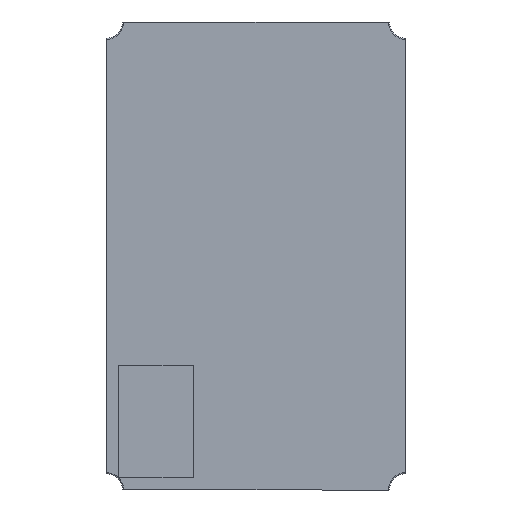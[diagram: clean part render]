
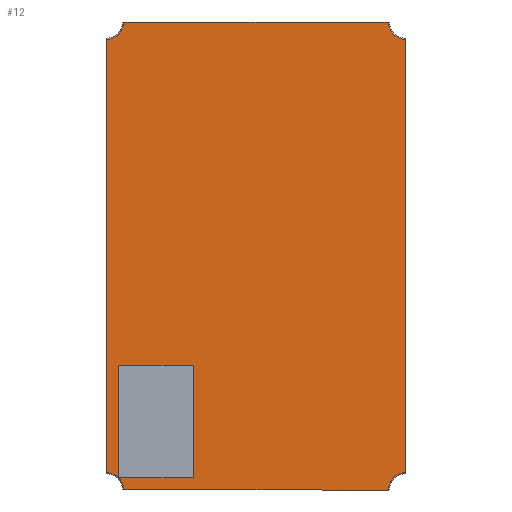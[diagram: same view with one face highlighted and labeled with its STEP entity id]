
A CAD part, front view. The second image highlights one B-rep face of the part: STEP entity #12.
In plain terms, the highlighted planar face has unit normal (0, -1, 0).
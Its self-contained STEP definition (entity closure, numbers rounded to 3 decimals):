
#12 = ADVANCED_FACE ( 'NONE', ( #1651 ), #691, .F. ) ;
#274 = EDGE_LOOP ( 'NONE', ( #307, #304, #310, #309, #311, #312, #313, #314, #315, #316, #317, #318, #319 ) ) ;
#304 = ORIENTED_EDGE ( 'NONE', *, *, #426, .F. ) ;
#307 = ORIENTED_EDGE ( 'NONE', *, *, #428, .F. ) ;
#309 = ORIENTED_EDGE ( 'NONE', *, *, #432, .F. ) ;
#310 = ORIENTED_EDGE ( 'NONE', *, *, #427, .F. ) ;
#311 = ORIENTED_EDGE ( 'NONE', *, *, #506, .T. ) ;
#312 = ORIENTED_EDGE ( 'NONE', *, *, #505, .F. ) ;
#313 = ORIENTED_EDGE ( 'NONE', *, *, #504, .T. ) ;
#314 = ORIENTED_EDGE ( 'NONE', *, *, #503, .F. ) ;
#315 = ORIENTED_EDGE ( 'NONE', *, *, #502, .T. ) ;
#316 = ORIENTED_EDGE ( 'NONE', *, *, #501, .F. ) ;
#317 = ORIENTED_EDGE ( 'NONE', *, *, #500, .T. ) ;
#318 = ORIENTED_EDGE ( 'NONE', *, *, #507, .F. ) ;
#319 = ORIENTED_EDGE ( 'NONE', *, *, #508, .T. ) ;
#426 = EDGE_CURVE ( 'NONE', #2496, #2494, #1943, .T. ) ;
#427 = EDGE_CURVE ( 'NONE', #2497, #2496, #1945, .T. ) ;
#428 = EDGE_CURVE ( 'NONE', #2494, #2495, #1947, .T. ) ;
#432 = EDGE_CURVE ( 'NONE', #2495, #2497, #1952, .T. ) ;
#500 = EDGE_CURVE ( 'NONE', #2503, #2504, #2051, .T. ) ;
#501 = EDGE_CURVE ( 'NONE', #2503, #2502, #2050, .T. ) ;
#502 = EDGE_CURVE ( 'NONE', #2501, #2502, #2054, .T. ) ;
#503 = EDGE_CURVE ( 'NONE', #2501, #2500, #2053, .T. ) ;
#504 = EDGE_CURVE ( 'NONE', #2499, #2500, #2057, .T. ) ;
#505 = EDGE_CURVE ( 'NONE', #2499, #2498, #2056, .T. ) ;
#506 = EDGE_CURVE ( 'NONE', #2495, #2498, #2060, .T. ) ;
#507 = EDGE_CURVE ( 'NONE', #2505, #2504, #2059, .T. ) ;
#508 = EDGE_CURVE ( 'NONE', #2505, #2495, #2063, .T. ) ;
#677 = AXIS2_PLACEMENT_3D ( 'NONE', #692, #693, #694 ) ;
#691 = PLANE ( 'NONE',  #677 ) ;
#692 = CARTESIAN_POINT ( 'NONE',  ( -1.6, 0., -2.5 ) ) ;
#693 = DIRECTION ( 'NONE',  ( 0., 1., 0. ) ) ;
#694 = DIRECTION ( 'NONE',  ( 0., 0., 1. ) ) ;
#1406 = CARTESIAN_POINT ( 'NONE',  ( -1.469, 0., -1.169 ) ) ;
#1424 = DIRECTION ( 'NONE',  ( -1., 0., 0. ) ) ;
#1425 = CARTESIAN_POINT ( 'NONE',  ( -0.669, 0., -2.369 ) ) ;
#1426 = DIRECTION ( 'NONE',  ( 0., 0., 1. ) ) ;
#1427 = CARTESIAN_POINT ( 'NONE',  ( -1.469, 0., -2.369 ) ) ;
#1428 = DIRECTION ( 'NONE',  ( 0., 0., -1. ) ) ;
#1437 = CARTESIAN_POINT ( 'NONE',  ( -1.469, 0., -2.369 ) ) ;
#1438 = DIRECTION ( 'NONE',  ( 1., 0., 0. ) ) ;
#1651 = FACE_OUTER_BOUND ( 'NONE', #274, .T. ) ;
#1943 = LINE ( 'NONE', #1406, #1944 ) ;
#1944 = VECTOR ( 'NONE', #1424, 1000. ) ;
#1945 = LINE ( 'NONE', #1425, #1946 ) ;
#1946 = VECTOR ( 'NONE', #1426, 1000. ) ;
#1947 = LINE ( 'NONE', #1427, #1948 ) ;
#1948 = VECTOR ( 'NONE', #1428, 1000. ) ;
#1952 = LINE ( 'NONE', #1437, #1954 ) ;
#1954 = VECTOR ( 'NONE', #1438, 1000. ) ;
#2050 = LINE ( 'NONE', #2265, #2052 ) ;
#2051 = CIRCLE ( 'NONE', #2246, 0.185 ) ;
#2052 = VECTOR ( 'NONE', #2266, 1000. ) ;
#2053 = LINE ( 'NONE', #2270, #2055 ) ;
#2054 = CIRCLE ( 'NONE', #2247, 0.185 ) ;
#2055 = VECTOR ( 'NONE', #2271, 1000. ) ;
#2056 = LINE ( 'NONE', #2275, #2058 ) ;
#2057 = CIRCLE ( 'NONE', #2248, 0.185 ) ;
#2058 = VECTOR ( 'NONE', #2276, 1000. ) ;
#2059 = LINE ( 'NONE', #2280, #2061 ) ;
#2060 = CIRCLE ( 'NONE', #2249, 0.185 ) ;
#2061 = VECTOR ( 'NONE', #2281, 1000. ) ;
#2063 = CIRCLE ( 'NONE', #2250, 0.185 ) ;
#2246 = AXIS2_PLACEMENT_3D ( 'NONE', #2262, #2263, #2264 ) ;
#2247 = AXIS2_PLACEMENT_3D ( 'NONE', #2267, #2268, #2269 ) ;
#2248 = AXIS2_PLACEMENT_3D ( 'NONE', #2272, #2273, #2274 ) ;
#2249 = AXIS2_PLACEMENT_3D ( 'NONE', #2277, #2278, #2279 ) ;
#2250 = AXIS2_PLACEMENT_3D ( 'NONE', #2282, #2283, #2284 ) ;
#2262 = CARTESIAN_POINT ( 'NONE',  ( -1.6, 0., 2.5 ) ) ;
#2263 = DIRECTION ( 'NONE',  ( 0., 1., 0. ) ) ;
#2264 = DIRECTION ( 'NONE',  ( 0., 0., 1. ) ) ;
#2265 = CARTESIAN_POINT ( 'NONE',  ( -1.6, 0., 2.5 ) ) ;
#2266 = DIRECTION ( 'NONE',  ( 1., 0., 0. ) ) ;
#2267 = CARTESIAN_POINT ( 'NONE',  ( 1.6, 0., 2.5 ) ) ;
#2268 = DIRECTION ( 'NONE',  ( 0., 1., 0. ) ) ;
#2269 = DIRECTION ( 'NONE',  ( 0., 0., 1. ) ) ;
#2270 = CARTESIAN_POINT ( 'NONE',  ( 1.6, 0., -2.5 ) ) ;
#2271 = DIRECTION ( 'NONE',  ( 0., 0., -1. ) ) ;
#2272 = CARTESIAN_POINT ( 'NONE',  ( 1.6, 0., -2.5 ) ) ;
#2273 = DIRECTION ( 'NONE',  ( 0., 1., 0. ) ) ;
#2274 = DIRECTION ( 'NONE',  ( 0., 0., 1. ) ) ;
#2275 = CARTESIAN_POINT ( 'NONE',  ( -1.6, 0., -2.5 ) ) ;
#2276 = DIRECTION ( 'NONE',  ( -1., 0., 0. ) ) ;
#2277 = CARTESIAN_POINT ( 'NONE',  ( -1.6, 0., -2.5 ) ) ;
#2278 = DIRECTION ( 'NONE',  ( 0., 1., 0. ) ) ;
#2279 = DIRECTION ( 'NONE',  ( 0., 0., 1. ) ) ;
#2280 = CARTESIAN_POINT ( 'NONE',  ( -1.6, 0., -2.5 ) ) ;
#2281 = DIRECTION ( 'NONE',  ( 0., 0., 1. ) ) ;
#2282 = CARTESIAN_POINT ( 'NONE',  ( -1.6, 0., -2.5 ) ) ;
#2283 = DIRECTION ( 'NONE',  ( 0., 1., 0. ) ) ;
#2284 = DIRECTION ( 'NONE',  ( 0., 0., 1. ) ) ;
#2370 = CARTESIAN_POINT ( 'NONE',  ( -1.469, 0., -1.169 ) ) ;
#2371 = CARTESIAN_POINT ( 'NONE',  ( -1.469, 0., -2.369 ) ) ;
#2372 = CARTESIAN_POINT ( 'NONE',  ( -0.669, 0., -1.169 ) ) ;
#2373 = CARTESIAN_POINT ( 'NONE',  ( -0.669, 0., -2.369 ) ) ;
#2374 = CARTESIAN_POINT ( 'NONE',  ( -1.415, 0., -2.5 ) ) ;
#2375 = CARTESIAN_POINT ( 'NONE',  ( 1.415, 0., -2.5 ) ) ;
#2376 = CARTESIAN_POINT ( 'NONE',  ( 1.6, 0., -2.315 ) ) ;
#2377 = CARTESIAN_POINT ( 'NONE',  ( 1.6, 0., 2.315 ) ) ;
#2378 = CARTESIAN_POINT ( 'NONE',  ( 1.415, 0., 2.5 ) ) ;
#2379 = CARTESIAN_POINT ( 'NONE',  ( -1.415, 0., 2.5 ) ) ;
#2380 = CARTESIAN_POINT ( 'NONE',  ( -1.6, 0., 2.315 ) ) ;
#2389 = CARTESIAN_POINT ( 'NONE',  ( -1.6, 0., -2.315 ) ) ;
#2494 = VERTEX_POINT ( 'NONE', #2370 ) ;
#2495 = VERTEX_POINT ( 'NONE', #2371 ) ;
#2496 = VERTEX_POINT ( 'NONE', #2372 ) ;
#2497 = VERTEX_POINT ( 'NONE', #2373 ) ;
#2498 = VERTEX_POINT ( 'NONE', #2374 ) ;
#2499 = VERTEX_POINT ( 'NONE', #2375 ) ;
#2500 = VERTEX_POINT ( 'NONE', #2376 ) ;
#2501 = VERTEX_POINT ( 'NONE', #2377 ) ;
#2502 = VERTEX_POINT ( 'NONE', #2378 ) ;
#2503 = VERTEX_POINT ( 'NONE', #2379 ) ;
#2504 = VERTEX_POINT ( 'NONE', #2380 ) ;
#2505 = VERTEX_POINT ( 'NONE', #2389 ) ;
